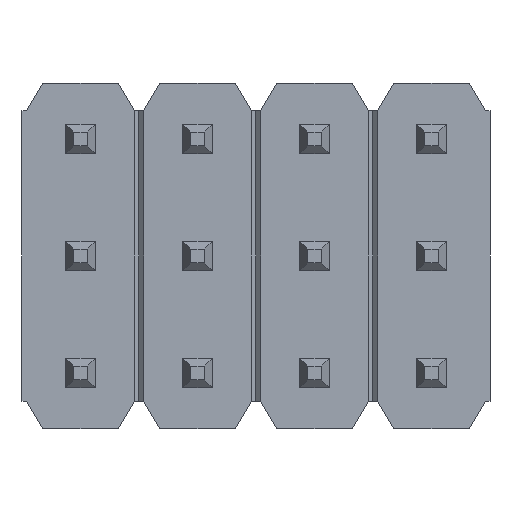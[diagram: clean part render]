
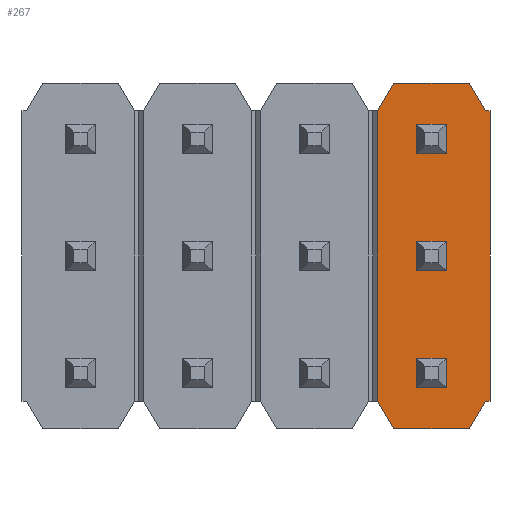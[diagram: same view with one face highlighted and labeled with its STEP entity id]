
A CAD part, left-side view. The second image highlights one B-rep face of the part: STEP entity #267.
In plain terms, the highlighted planar face has unit normal (-1, 0, 0).
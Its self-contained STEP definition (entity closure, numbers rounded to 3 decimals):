
#210=FACE_BOUND('',#1207,.T.);
#211=FACE_BOUND('',#1208,.T.);
#212=FACE_BOUND('',#1209,.T.);
#213=FACE_BOUND('',#1210,.T.);
#267=ADVANCED_FACE('',(#210,#211,#212,#213),#594,.T.);
#594=PLANE('',#5632);
#1207=EDGE_LOOP('',(#1671,#1672,#1673,#1674));
#1208=EDGE_LOOP('',(#1675,#1676,#1677,#1678));
#1209=EDGE_LOOP('',(#1679,#1680,#1681,#1682));
#1210=EDGE_LOOP('',(#1683,#1684,#1685,#1686,#1687,#1688,#1689,#1690,#1691,
#1692));
#1671=ORIENTED_EDGE('',*,*,#3583,.F.);
#1672=ORIENTED_EDGE('',*,*,#3584,.F.);
#1673=ORIENTED_EDGE('',*,*,#3585,.F.);
#1674=ORIENTED_EDGE('',*,*,#3586,.F.);
#1675=ORIENTED_EDGE('',*,*,#3587,.F.);
#1676=ORIENTED_EDGE('',*,*,#3588,.F.);
#1677=ORIENTED_EDGE('',*,*,#3589,.F.);
#1678=ORIENTED_EDGE('',*,*,#3590,.F.);
#1679=ORIENTED_EDGE('',*,*,#3591,.F.);
#1680=ORIENTED_EDGE('',*,*,#3592,.F.);
#1681=ORIENTED_EDGE('',*,*,#3593,.F.);
#1682=ORIENTED_EDGE('',*,*,#3594,.F.);
#1683=ORIENTED_EDGE('',*,*,#3595,.F.);
#1684=ORIENTED_EDGE('',*,*,#3596,.T.);
#1685=ORIENTED_EDGE('',*,*,#3597,.F.);
#1686=ORIENTED_EDGE('',*,*,#3598,.F.);
#1687=ORIENTED_EDGE('',*,*,#3599,.F.);
#1688=ORIENTED_EDGE('',*,*,#3600,.F.);
#1689=ORIENTED_EDGE('',*,*,#3601,.F.);
#1690=ORIENTED_EDGE('',*,*,#3602,.F.);
#1691=ORIENTED_EDGE('',*,*,#3603,.F.);
#1692=ORIENTED_EDGE('',*,*,#3604,.T.);
#3125=VERTEX_POINT('',#7672);
#3126=VERTEX_POINT('',#7673);
#3127=VERTEX_POINT('',#7675);
#3128=VERTEX_POINT('',#7677);
#3129=VERTEX_POINT('',#7680);
#3130=VERTEX_POINT('',#7681);
#3131=VERTEX_POINT('',#7683);
#3132=VERTEX_POINT('',#7685);
#3133=VERTEX_POINT('',#7688);
#3134=VERTEX_POINT('',#7689);
#3135=VERTEX_POINT('',#7691);
#3136=VERTEX_POINT('',#7693);
#3137=VERTEX_POINT('',#7696);
#3138=VERTEX_POINT('',#7697);
#3139=VERTEX_POINT('',#7699);
#3140=VERTEX_POINT('',#7701);
#3141=VERTEX_POINT('',#7703);
#3142=VERTEX_POINT('',#7705);
#3143=VERTEX_POINT('',#7707);
#3144=VERTEX_POINT('',#7709);
#3145=VERTEX_POINT('',#7711);
#3146=VERTEX_POINT('',#7713);
#3583=EDGE_CURVE('',#3125,#3126,#4330,.T.);
#3584=EDGE_CURVE('',#3127,#3125,#4331,.T.);
#3585=EDGE_CURVE('',#3128,#3127,#4332,.T.);
#3586=EDGE_CURVE('',#3126,#3128,#4333,.T.);
#3587=EDGE_CURVE('',#3129,#3130,#4334,.T.);
#3588=EDGE_CURVE('',#3131,#3129,#4335,.T.);
#3589=EDGE_CURVE('',#3132,#3131,#4336,.T.);
#3590=EDGE_CURVE('',#3130,#3132,#4337,.T.);
#3591=EDGE_CURVE('',#3133,#3134,#4338,.T.);
#3592=EDGE_CURVE('',#3135,#3133,#4339,.T.);
#3593=EDGE_CURVE('',#3136,#3135,#4340,.T.);
#3594=EDGE_CURVE('',#3134,#3136,#4341,.T.);
#3595=EDGE_CURVE('',#3137,#3138,#4342,.T.);
#3596=EDGE_CURVE('',#3137,#3139,#4343,.T.);
#3597=EDGE_CURVE('',#3140,#3139,#4344,.T.);
#3598=EDGE_CURVE('',#3141,#3140,#4345,.T.);
#3599=EDGE_CURVE('',#3142,#3141,#4346,.T.);
#3600=EDGE_CURVE('',#3143,#3142,#4347,.T.);
#3601=EDGE_CURVE('',#3144,#3143,#4348,.T.);
#3602=EDGE_CURVE('',#3145,#3144,#4349,.T.);
#3603=EDGE_CURVE('',#3146,#3145,#4350,.T.);
#3604=EDGE_CURVE('',#3146,#3138,#4351,.T.);
#4330=LINE('',#7671,#5029);
#4331=LINE('',#7674,#5030);
#4332=LINE('',#7676,#5031);
#4333=LINE('',#7678,#5032);
#4334=LINE('',#7679,#5033);
#4335=LINE('',#7682,#5034);
#4336=LINE('',#7684,#5035);
#4337=LINE('',#7686,#5036);
#4338=LINE('',#7687,#5037);
#4339=LINE('',#7690,#5038);
#4340=LINE('',#7692,#5039);
#4341=LINE('',#7694,#5040);
#4342=LINE('',#7695,#5041);
#4343=LINE('',#7698,#5042);
#4344=LINE('',#7700,#5043);
#4345=LINE('',#7702,#5044);
#4346=LINE('',#7704,#5045);
#4347=LINE('',#7706,#5046);
#4348=LINE('',#7708,#5047);
#4349=LINE('',#7710,#5048);
#4350=LINE('',#7712,#5049);
#4351=LINE('',#7714,#5050);
#5029=VECTOR('',#6136,1.);
#5030=VECTOR('',#6137,1.);
#5031=VECTOR('',#6138,1.);
#5032=VECTOR('',#6139,1.);
#5033=VECTOR('',#6140,1.);
#5034=VECTOR('',#6141,1.);
#5035=VECTOR('',#6142,1.);
#5036=VECTOR('',#6143,1.);
#5037=VECTOR('',#6144,1.);
#5038=VECTOR('',#6145,1.);
#5039=VECTOR('',#6146,1.);
#5040=VECTOR('',#6147,1.);
#5041=VECTOR('',#6148,1.);
#5042=VECTOR('',#6149,1.);
#5043=VECTOR('',#6150,1.);
#5044=VECTOR('',#6151,1.);
#5045=VECTOR('',#6152,1.);
#5046=VECTOR('',#6153,1.);
#5047=VECTOR('',#6154,1.);
#5048=VECTOR('',#6155,1.);
#5049=VECTOR('',#6156,1.);
#5050=VECTOR('',#6157,1.);
#5632=AXIS2_PLACEMENT_3D('',#7715,#6158,#6159);
#6136=DIRECTION('',(0.,-1.,0.));
#6137=DIRECTION('',(0.,0.,-1.));
#6138=DIRECTION('',(0.,1.,0.));
#6139=DIRECTION('',(0.,0.,1.));
#6140=DIRECTION('',(0.,-1.,0.));
#6141=DIRECTION('',(0.,0.,-1.));
#6142=DIRECTION('',(0.,1.,0.));
#6143=DIRECTION('',(0.,0.,1.));
#6144=DIRECTION('',(0.,-1.,0.));
#6145=DIRECTION('',(0.,0.,-1.));
#6146=DIRECTION('',(0.,1.,0.));
#6147=DIRECTION('',(0.,0.,1.));
#6148=DIRECTION('',(0.,-0.504,0.864));
#6149=DIRECTION('',(0.,0.,-1.));
#6150=DIRECTION('',(0.,0.504,0.864));
#6151=DIRECTION('',(0.,1.,0.));
#6152=DIRECTION('',(0.,0.504,-0.864));
#6153=DIRECTION('',(0.,1.,0.));
#6154=DIRECTION('',(0.,0.,-1.));
#6155=DIRECTION('',(0.,-1.,0.));
#6156=DIRECTION('',(0.,-0.504,-0.864));
#6157=DIRECTION('',(0.,1.,0.));
#6158=DIRECTION('',(-1.,0.,0.));
#6159=DIRECTION('',(0.,0.,-1.));
#7671=CARTESIAN_POINT('',(-1.25,16.83,2.22));
#7672=CARTESIAN_POINT('',(-1.25,16.83,2.22));
#7673=CARTESIAN_POINT('',(-1.25,16.19,2.22));
#7674=CARTESIAN_POINT('',(-1.25,16.83,2.86));
#7675=CARTESIAN_POINT('',(-1.25,16.83,2.86));
#7676=CARTESIAN_POINT('',(-1.25,16.19,2.86));
#7677=CARTESIAN_POINT('',(-1.25,16.19,2.86));
#7678=CARTESIAN_POINT('',(-1.25,16.19,2.22));
#7679=CARTESIAN_POINT('',(-1.25,16.83,-0.32));
#7680=CARTESIAN_POINT('',(-1.25,16.83,-0.32));
#7681=CARTESIAN_POINT('',(-1.25,16.19,-0.32));
#7682=CARTESIAN_POINT('',(-1.25,16.83,0.32));
#7683=CARTESIAN_POINT('',(-1.25,16.83,0.32));
#7684=CARTESIAN_POINT('',(-1.25,16.19,0.32));
#7685=CARTESIAN_POINT('',(-1.25,16.19,0.32));
#7686=CARTESIAN_POINT('',(-1.25,16.19,-0.32));
#7687=CARTESIAN_POINT('',(-1.25,16.83,-2.86));
#7688=CARTESIAN_POINT('',(-1.25,16.83,-2.86));
#7689=CARTESIAN_POINT('',(-1.25,16.19,-2.86));
#7690=CARTESIAN_POINT('',(-1.25,16.83,-2.22));
#7691=CARTESIAN_POINT('',(-1.25,16.83,-2.22));
#7692=CARTESIAN_POINT('',(-1.25,16.19,-2.22));
#7693=CARTESIAN_POINT('',(-1.25,16.19,-2.22));
#7694=CARTESIAN_POINT('',(-1.25,16.19,-2.86));
#7695=CARTESIAN_POINT('',(-1.25,17.68,3.15));
#7696=CARTESIAN_POINT('',(-1.25,17.68,3.15));
#7697=CARTESIAN_POINT('',(-1.25,17.33,3.75));
#7698=CARTESIAN_POINT('',(-1.25,17.68,-3.75));
#7699=CARTESIAN_POINT('',(-1.25,17.68,-3.15));
#7700=CARTESIAN_POINT('',(-1.25,17.33,-3.75));
#7701=CARTESIAN_POINT('',(-1.25,17.33,-3.75));
#7702=CARTESIAN_POINT('',(-1.25,15.69,-3.75));
#7703=CARTESIAN_POINT('',(-1.25,15.69,-3.75));
#7704=CARTESIAN_POINT('',(-1.25,15.34,-3.15));
#7705=CARTESIAN_POINT('',(-1.25,15.34,-3.15));
#7706=CARTESIAN_POINT('',(-1.25,15.14,-3.15));
#7707=CARTESIAN_POINT('',(-1.25,15.24,-3.15));
#7708=CARTESIAN_POINT('',(-1.25,15.24,-3.75));
#7709=CARTESIAN_POINT('',(-1.25,15.24,3.15));
#7710=CARTESIAN_POINT('',(-1.25,15.34,3.15));
#7711=CARTESIAN_POINT('',(-1.25,15.34,3.15));
#7712=CARTESIAN_POINT('',(-1.25,15.69,3.75));
#7713=CARTESIAN_POINT('',(-1.25,15.69,3.75));
#7714=CARTESIAN_POINT('',(-1.25,15.69,3.75));
#7715=CARTESIAN_POINT('',(-1.25,0.,-3.75));
